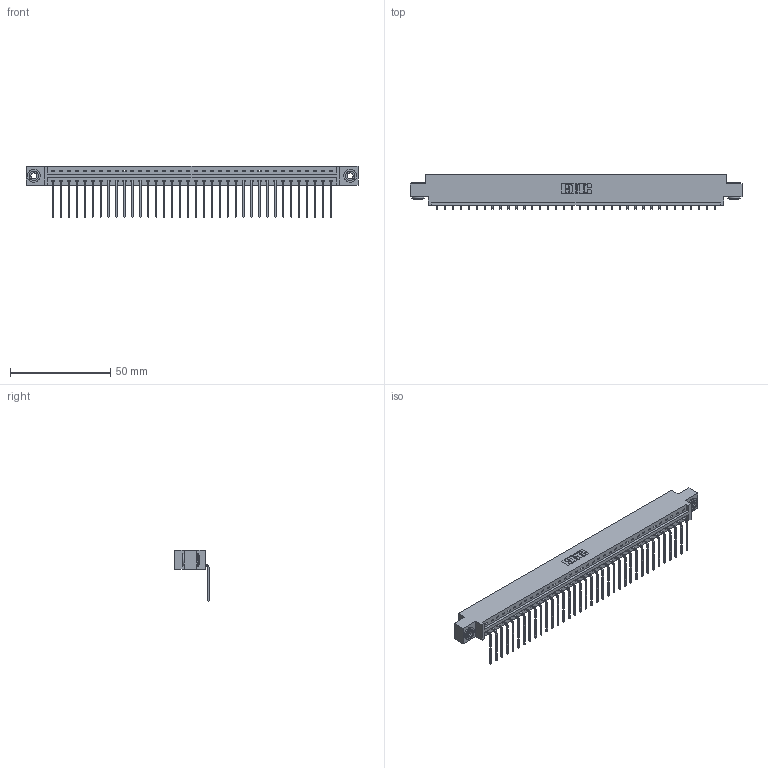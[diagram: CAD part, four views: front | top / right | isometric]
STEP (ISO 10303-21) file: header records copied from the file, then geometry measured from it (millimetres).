
FILE_DESCRIPTION (( 'STEP AP203' ), '1' );
FILE_NAME ('337-036-559-603.STEP', '2019-10-01T14:45:48', ( '' ), ( '' ), 'SwSTEP 2.0', 'SolidWorks 2016', '' );
FILE_SCHEMA (( 'CONFIG_CONTROL_DESIGN' ));
Length unit declared in the file: inch
Products named in the file (4): 345-250-002_345-250-002-102; 345-292-001_558 559 Tail - 1; 337 Part_0.170 Offset - 0.156 Dia-TH; 337-036-559-603
Assembly tree (39 placements, depth 2):
  337-036-559-603
    337 Part_0.170 Offset - 0.156 Dia-TH
    345-292-001_558 559 Tail - 1  x36
    345-250-002_345-250-002-102  x2
Bounding box: 165.66 x 17.09 x 25.53 mm (x, y, z)
Volume: 17164.2 mm3; surface area: 18769.4 mm2
Topology: 39 solids, 39 shells, 2460 faces, 7383 edges, 4870 vertices
Faces by surface type: plane 1812, cylinder 640, cone 8
Entity records: 28402 total; most frequent: CARTESIAN_POINT 4925, ORIENTED_EDGE 4890, DIRECTION 4191, EDGE_CURVE 2445, LINE 2293, VECTOR 2293, VERTEX_POINT 1626, AXIS2_PLACEMENT_3D 949
